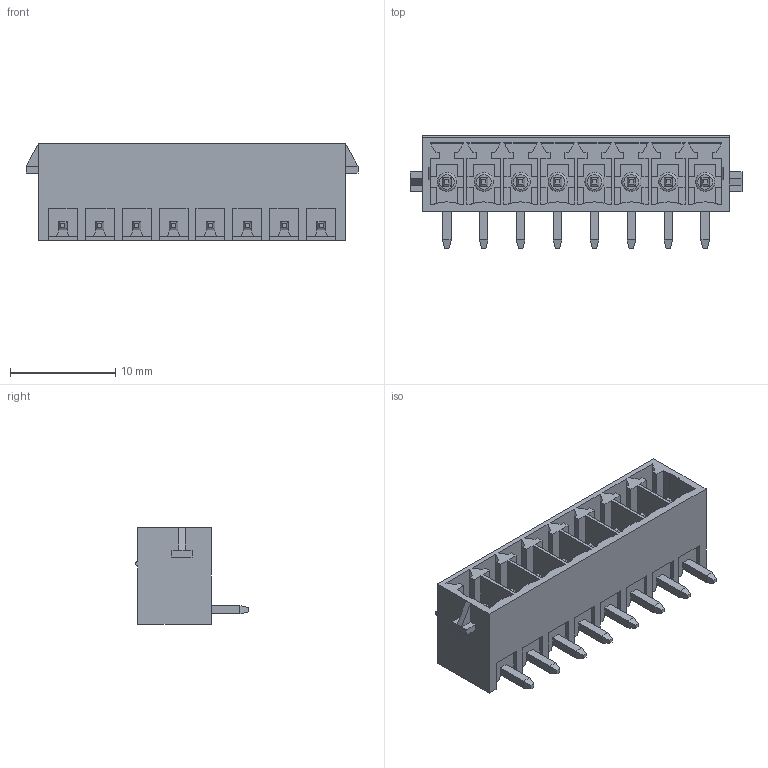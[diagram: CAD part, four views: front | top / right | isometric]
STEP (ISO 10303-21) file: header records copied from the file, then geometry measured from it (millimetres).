
FILE_DESCRIPTION( ( 'Unknown' ), '1' );
FILE_NAME( '691305140008.stp', 'Unknown', ( 'Unknown' ), ( 'Unknown' ), 'PSStep 18.0.17', 'Unknown', ' ' );
FILE_SCHEMA( ( 'AUTOMOTIVE_DESIGN { 1 0 10303 214 1 1 1 1 }' ) );
Length unit declared in the file: millimetre
Products named in the file (3): Assem1; 6913051400xx_PIN; 691305140008
Assembly tree (9 placements, depth 2):
  Assem1
    6913051400xx_PIN  x8
    691305140008
Bounding box: 31.5 x 10.7 x 9.2 mm (x, y, z)
Volume: 862.7 mm3; surface area: 2978.5 mm2
Topology: 9 solids, 9 shells, 512 faces, 1386 edges, 900 vertices
Faces by surface type: plane 479, cylinder 25, torus 8
Full cylindrical faces by diameter (mm): 1.8 x8
Entity records: 15747 total; most frequent: CARTESIAN_POINT 2244, ORIENTED_EDGE 2206, DIRECTION 1969, EDGE_CURVE 1103, LINE 1043, VECTOR 1043, VERTEX_POINT 738, AXIS2_PLACEMENT_3D 463
